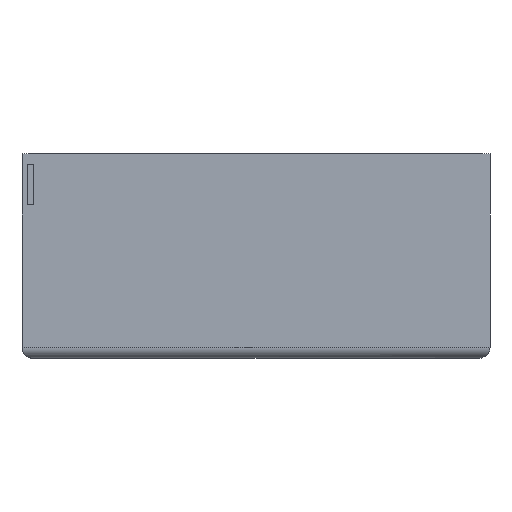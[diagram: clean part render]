
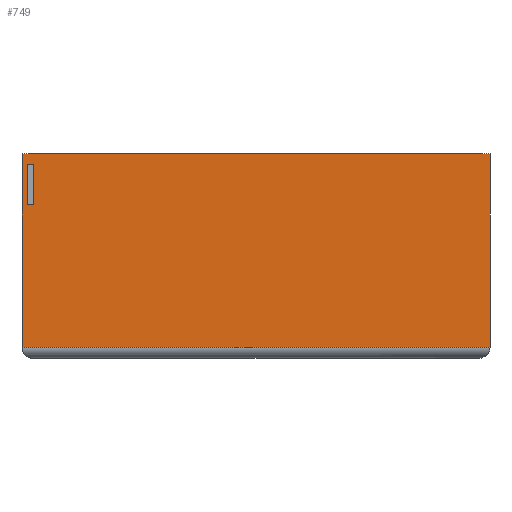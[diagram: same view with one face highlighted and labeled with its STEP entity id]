
A CAD part, front view. The second image highlights one B-rep face of the part: STEP entity #749.
In plain terms, the highlighted planar face has unit normal (0, -1, 0).
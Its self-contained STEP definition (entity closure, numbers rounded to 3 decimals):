
#32 = PLANE('',#33);
#33 = AXIS2_PLACEMENT_3D('',#34,#35,#36);
#34 = CARTESIAN_POINT('',(43.5,43.5,0.));
#35 = DIRECTION('',(1.,0.,0.));
#36 = DIRECTION('',(0.,-1.,0.));
#57 = VERTEX_POINT('',#58);
#58 = CARTESIAN_POINT('',(43.5,-43.5,38.));
#72 = PLANE('',#73);
#73 = AXIS2_PLACEMENT_3D('',#74,#75,#76);
#74 = CARTESIAN_POINT('',(0.,0.,38.));
#75 = DIRECTION('',(-0.,-0.,-1.));
#76 = DIRECTION('',(-1.,0.,0.));
#84 = EDGE_CURVE('',#85,#57,#87,.T.);
#85 = VERTEX_POINT('',#86);
#86 = CARTESIAN_POINT('',(43.5,-43.5,2.));
#87 = SURFACE_CURVE('',#88,(#92,#99),.PCURVE_S1.);
#88 = LINE('',#89,#90);
#89 = CARTESIAN_POINT('',(43.5,-43.5,0.));
#90 = VECTOR('',#91,1.);
#91 = DIRECTION('',(0.,0.,1.));
#92 = PCURVE('',#32,#93);
#93 = DEFINITIONAL_REPRESENTATION('',(#94),#98);
#94 = LINE('',#95,#96);
#95 = CARTESIAN_POINT('',(87.,0.));
#96 = VECTOR('',#97,1.);
#97 = DIRECTION('',(0.,-1.));
#98 = ( GEOMETRIC_REPRESENTATION_CONTEXT(2) 
PARAMETRIC_REPRESENTATION_CONTEXT() REPRESENTATION_CONTEXT('2D SPACE',''
  ) );
#99 = PCURVE('',#100,#105);
#100 = PLANE('',#101);
#101 = AXIS2_PLACEMENT_3D('',#102,#103,#104);
#102 = CARTESIAN_POINT('',(43.5,-43.5,0.));
#103 = DIRECTION('',(0.,-1.,0.));
#104 = DIRECTION('',(-1.,0.,0.));
#105 = DEFINITIONAL_REPRESENTATION('',(#106),#110);
#106 = LINE('',#107,#108);
#107 = CARTESIAN_POINT('',(0.,-0.));
#108 = VECTOR('',#109,1.);
#109 = DIRECTION('',(0.,-1.));
#110 = ( GEOMETRIC_REPRESENTATION_CONTEXT(2) 
PARAMETRIC_REPRESENTATION_CONTEXT() REPRESENTATION_CONTEXT('2D SPACE',''
  ) );
#306 = PLANE('',#307);
#307 = AXIS2_PLACEMENT_3D('',#308,#309,#310);
#308 = CARTESIAN_POINT('',(-43.5,-43.5,0.));
#309 = DIRECTION('',(-1.,0.,0.));
#310 = DIRECTION('',(0.,1.,0.));
#568 = CYLINDRICAL_SURFACE('',#569,2.);
#569 = AXIS2_PLACEMENT_3D('',#570,#571,#572);
#570 = CARTESIAN_POINT('',(43.5,-41.5,2.));
#571 = DIRECTION('',(-1.,0.,0.));
#572 = DIRECTION('',(0.,-1.,0.));
#592 = EDGE_CURVE('',#57,#593,#595,.T.);
#593 = VERTEX_POINT('',#594);
#594 = CARTESIAN_POINT('',(-43.5,-43.5,38.));
#595 = SURFACE_CURVE('',#596,(#600,#607),.PCURVE_S1.);
#596 = LINE('',#597,#598);
#597 = CARTESIAN_POINT('',(43.5,-43.5,38.));
#598 = VECTOR('',#599,1.);
#599 = DIRECTION('',(-1.,0.,0.));
#600 = PCURVE('',#72,#601);
#601 = DEFINITIONAL_REPRESENTATION('',(#602),#606);
#602 = LINE('',#603,#604);
#603 = CARTESIAN_POINT('',(-43.5,-43.5));
#604 = VECTOR('',#605,1.);
#605 = DIRECTION('',(1.,0.));
#606 = ( GEOMETRIC_REPRESENTATION_CONTEXT(2) 
PARAMETRIC_REPRESENTATION_CONTEXT() REPRESENTATION_CONTEXT('2D SPACE',''
  ) );
#607 = PCURVE('',#100,#608);
#608 = DEFINITIONAL_REPRESENTATION('',(#609),#613);
#609 = LINE('',#610,#611);
#610 = CARTESIAN_POINT('',(0.,-38.));
#611 = VECTOR('',#612,1.);
#612 = DIRECTION('',(1.,0.));
#613 = ( GEOMETRIC_REPRESENTATION_CONTEXT(2) 
PARAMETRIC_REPRESENTATION_CONTEXT() REPRESENTATION_CONTEXT('2D SPACE',''
  ) );
#749 = ADVANCED_FACE('',(#750,#798),#100,.T.);
#750 = FACE_BOUND('',#751,.T.);
#751 = EDGE_LOOP('',(#752,#753,#754,#777));
#752 = ORIENTED_EDGE('',*,*,#84,.T.);
#753 = ORIENTED_EDGE('',*,*,#592,.T.);
#754 = ORIENTED_EDGE('',*,*,#755,.F.);
#755 = EDGE_CURVE('',#756,#593,#758,.T.);
#756 = VERTEX_POINT('',#757);
#757 = CARTESIAN_POINT('',(-43.5,-43.5,2.));
#758 = SURFACE_CURVE('',#759,(#763,#770),.PCURVE_S1.);
#759 = LINE('',#760,#761);
#760 = CARTESIAN_POINT('',(-43.5,-43.5,0.));
#761 = VECTOR('',#762,1.);
#762 = DIRECTION('',(0.,0.,1.));
#763 = PCURVE('',#100,#764);
#764 = DEFINITIONAL_REPRESENTATION('',(#765),#769);
#765 = LINE('',#766,#767);
#766 = CARTESIAN_POINT('',(87.,0.));
#767 = VECTOR('',#768,1.);
#768 = DIRECTION('',(0.,-1.));
#769 = ( GEOMETRIC_REPRESENTATION_CONTEXT(2) 
PARAMETRIC_REPRESENTATION_CONTEXT() REPRESENTATION_CONTEXT('2D SPACE',''
  ) );
#770 = PCURVE('',#306,#771);
#771 = DEFINITIONAL_REPRESENTATION('',(#772),#776);
#772 = LINE('',#773,#774);
#773 = CARTESIAN_POINT('',(0.,0.));
#774 = VECTOR('',#775,1.);
#775 = DIRECTION('',(0.,-1.));
#776 = ( GEOMETRIC_REPRESENTATION_CONTEXT(2) 
PARAMETRIC_REPRESENTATION_CONTEXT() REPRESENTATION_CONTEXT('2D SPACE',''
  ) );
#777 = ORIENTED_EDGE('',*,*,#778,.F.);
#778 = EDGE_CURVE('',#85,#756,#779,.T.);
#779 = SURFACE_CURVE('',#780,(#784,#791),.PCURVE_S1.);
#780 = LINE('',#781,#782);
#781 = CARTESIAN_POINT('',(43.5,-43.5,2.));
#782 = VECTOR('',#783,1.);
#783 = DIRECTION('',(-1.,0.,0.));
#784 = PCURVE('',#100,#785);
#785 = DEFINITIONAL_REPRESENTATION('',(#786),#790);
#786 = LINE('',#787,#788);
#787 = CARTESIAN_POINT('',(0.,-2.));
#788 = VECTOR('',#789,1.);
#789 = DIRECTION('',(1.,0.));
#790 = ( GEOMETRIC_REPRESENTATION_CONTEXT(2) 
PARAMETRIC_REPRESENTATION_CONTEXT() REPRESENTATION_CONTEXT('2D SPACE',''
  ) );
#791 = PCURVE('',#568,#792);
#792 = DEFINITIONAL_REPRESENTATION('',(#793),#797);
#793 = LINE('',#794,#795);
#794 = CARTESIAN_POINT('',(-0.,0.));
#795 = VECTOR('',#796,1.);
#796 = DIRECTION('',(-0.,1.));
#797 = ( GEOMETRIC_REPRESENTATION_CONTEXT(2) 
PARAMETRIC_REPRESENTATION_CONTEXT() REPRESENTATION_CONTEXT('2D SPACE',''
  ) );
#798 = FACE_BOUND('',#799,.T.);
#799 = EDGE_LOOP('',(#800,#830,#858,#886));
#800 = ORIENTED_EDGE('',*,*,#801,.T.);
#801 = EDGE_CURVE('',#802,#804,#806,.T.);
#802 = VERTEX_POINT('',#803);
#803 = CARTESIAN_POINT('',(-42.5,-43.5,28.5));
#804 = VERTEX_POINT('',#805);
#805 = CARTESIAN_POINT('',(-42.5,-43.5,36.));
#806 = SURFACE_CURVE('',#807,(#811,#818),.PCURVE_S1.);
#807 = LINE('',#808,#809);
#808 = CARTESIAN_POINT('',(-42.5,-43.5,28.5));
#809 = VECTOR('',#810,1.);
#810 = DIRECTION('',(0.,0.,1.));
#811 = PCURVE('',#100,#812);
#812 = DEFINITIONAL_REPRESENTATION('',(#813),#817);
#813 = LINE('',#814,#815);
#814 = CARTESIAN_POINT('',(86.,-28.5));
#815 = VECTOR('',#816,1.);
#816 = DIRECTION('',(0.,-1.));
#817 = ( GEOMETRIC_REPRESENTATION_CONTEXT(2) 
PARAMETRIC_REPRESENTATION_CONTEXT() REPRESENTATION_CONTEXT('2D SPACE',''
  ) );
#818 = PCURVE('',#819,#824);
#819 = PLANE('',#820);
#820 = AXIS2_PLACEMENT_3D('',#821,#822,#823);
#821 = CARTESIAN_POINT('',(-42.5,-43.5,28.5));
#822 = DIRECTION('',(1.,0.,0.));
#823 = DIRECTION('',(0.,0.,1.));
#824 = DEFINITIONAL_REPRESENTATION('',(#825),#829);
#825 = LINE('',#826,#827);
#826 = CARTESIAN_POINT('',(0.,0.));
#827 = VECTOR('',#828,1.);
#828 = DIRECTION('',(1.,0.));
#829 = ( GEOMETRIC_REPRESENTATION_CONTEXT(2) 
PARAMETRIC_REPRESENTATION_CONTEXT() REPRESENTATION_CONTEXT('2D SPACE',''
  ) );
#830 = ORIENTED_EDGE('',*,*,#831,.T.);
#831 = EDGE_CURVE('',#804,#832,#834,.T.);
#832 = VERTEX_POINT('',#833);
#833 = CARTESIAN_POINT('',(-41.3,-43.5,36.));
#834 = SURFACE_CURVE('',#835,(#839,#846),.PCURVE_S1.);
#835 = LINE('',#836,#837);
#836 = CARTESIAN_POINT('',(-42.5,-43.5,36.));
#837 = VECTOR('',#838,1.);
#838 = DIRECTION('',(1.,0.,0.));
#839 = PCURVE('',#100,#840);
#840 = DEFINITIONAL_REPRESENTATION('',(#841),#845);
#841 = LINE('',#842,#843);
#842 = CARTESIAN_POINT('',(86.,-36.));
#843 = VECTOR('',#844,1.);
#844 = DIRECTION('',(-1.,-0.));
#845 = ( GEOMETRIC_REPRESENTATION_CONTEXT(2) 
PARAMETRIC_REPRESENTATION_CONTEXT() REPRESENTATION_CONTEXT('2D SPACE',''
  ) );
#846 = PCURVE('',#847,#852);
#847 = PLANE('',#848);
#848 = AXIS2_PLACEMENT_3D('',#849,#850,#851);
#849 = CARTESIAN_POINT('',(-42.5,-43.5,36.));
#850 = DIRECTION('',(0.,0.,-1.));
#851 = DIRECTION('',(1.,0.,0.));
#852 = DEFINITIONAL_REPRESENTATION('',(#853),#857);
#853 = LINE('',#854,#855);
#854 = CARTESIAN_POINT('',(0.,0.));
#855 = VECTOR('',#856,1.);
#856 = DIRECTION('',(1.,0.));
#857 = ( GEOMETRIC_REPRESENTATION_CONTEXT(2) 
PARAMETRIC_REPRESENTATION_CONTEXT() REPRESENTATION_CONTEXT('2D SPACE',''
  ) );
#858 = ORIENTED_EDGE('',*,*,#859,.T.);
#859 = EDGE_CURVE('',#832,#860,#862,.T.);
#860 = VERTEX_POINT('',#861);
#861 = CARTESIAN_POINT('',(-41.3,-43.5,28.5));
#862 = SURFACE_CURVE('',#863,(#867,#874),.PCURVE_S1.);
#863 = LINE('',#864,#865);
#864 = CARTESIAN_POINT('',(-41.3,-43.5,36.));
#865 = VECTOR('',#866,1.);
#866 = DIRECTION('',(0.,0.,-1.));
#867 = PCURVE('',#100,#868);
#868 = DEFINITIONAL_REPRESENTATION('',(#869),#873);
#869 = LINE('',#870,#871);
#870 = CARTESIAN_POINT('',(84.8,-36.));
#871 = VECTOR('',#872,1.);
#872 = DIRECTION('',(0.,1.));
#873 = ( GEOMETRIC_REPRESENTATION_CONTEXT(2) 
PARAMETRIC_REPRESENTATION_CONTEXT() REPRESENTATION_CONTEXT('2D SPACE',''
  ) );
#874 = PCURVE('',#875,#880);
#875 = PLANE('',#876);
#876 = AXIS2_PLACEMENT_3D('',#877,#878,#879);
#877 = CARTESIAN_POINT('',(-41.3,-43.5,36.));
#878 = DIRECTION('',(-1.,0.,0.));
#879 = DIRECTION('',(0.,0.,-1.));
#880 = DEFINITIONAL_REPRESENTATION('',(#881),#885);
#881 = LINE('',#882,#883);
#882 = CARTESIAN_POINT('',(0.,0.));
#883 = VECTOR('',#884,1.);
#884 = DIRECTION('',(1.,0.));
#885 = ( GEOMETRIC_REPRESENTATION_CONTEXT(2) 
PARAMETRIC_REPRESENTATION_CONTEXT() REPRESENTATION_CONTEXT('2D SPACE',''
  ) );
#886 = ORIENTED_EDGE('',*,*,#887,.T.);
#887 = EDGE_CURVE('',#860,#802,#888,.T.);
#888 = SURFACE_CURVE('',#889,(#893,#900),.PCURVE_S1.);
#889 = LINE('',#890,#891);
#890 = CARTESIAN_POINT('',(-41.3,-43.5,28.5));
#891 = VECTOR('',#892,1.);
#892 = DIRECTION('',(-1.,0.,0.));
#893 = PCURVE('',#100,#894);
#894 = DEFINITIONAL_REPRESENTATION('',(#895),#899);
#895 = LINE('',#896,#897);
#896 = CARTESIAN_POINT('',(84.8,-28.5));
#897 = VECTOR('',#898,1.);
#898 = DIRECTION('',(1.,0.));
#899 = ( GEOMETRIC_REPRESENTATION_CONTEXT(2) 
PARAMETRIC_REPRESENTATION_CONTEXT() REPRESENTATION_CONTEXT('2D SPACE',''
  ) );
#900 = PCURVE('',#901,#906);
#901 = PLANE('',#902);
#902 = AXIS2_PLACEMENT_3D('',#903,#904,#905);
#903 = CARTESIAN_POINT('',(-41.3,-43.5,28.5));
#904 = DIRECTION('',(0.,0.,1.));
#905 = DIRECTION('',(-1.,0.,0.));
#906 = DEFINITIONAL_REPRESENTATION('',(#907),#911);
#907 = LINE('',#908,#909);
#908 = CARTESIAN_POINT('',(0.,0.));
#909 = VECTOR('',#910,1.);
#910 = DIRECTION('',(1.,0.));
#911 = ( GEOMETRIC_REPRESENTATION_CONTEXT(2) 
PARAMETRIC_REPRESENTATION_CONTEXT() REPRESENTATION_CONTEXT('2D SPACE',''
  ) );
